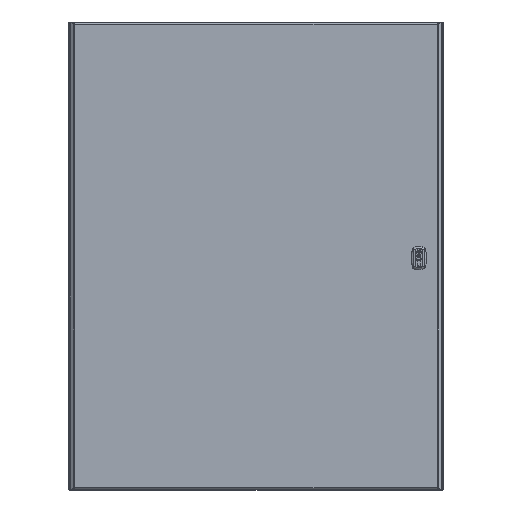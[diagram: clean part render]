
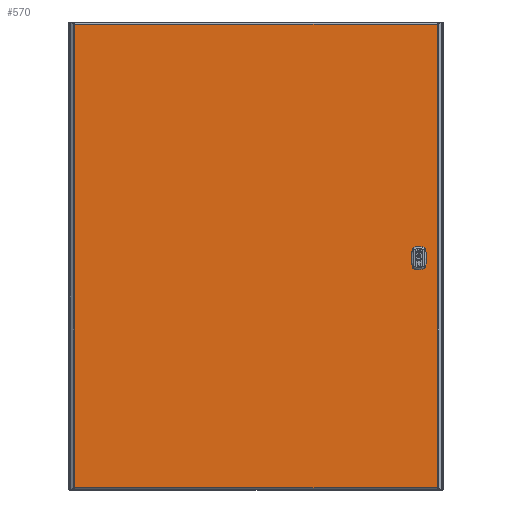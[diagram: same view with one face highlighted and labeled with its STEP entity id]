
A CAD part, top view. The second image highlights one B-rep face of the part: STEP entity #570.
In plain terms, the highlighted planar face has unit normal (0, 0, 1).
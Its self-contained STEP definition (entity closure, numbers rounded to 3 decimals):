
#570=ADVANCED_FACE('',(#2190,#2191),#2192,.F.);
#2190=FACE_OUTER_BOUND('',#6663,.T.);
#2191=FACE_BOUND('',#6664,.T.);
#2192=PLANE('',#6665);
#6663=EDGE_LOOP('',(#14727,#14728,#14729,#14730));
#6664=EDGE_LOOP('',(#14731,#14732,#14733,#14734));
#6665=AXIS2_PLACEMENT_3D('',#14735,#14736,#14737);
#14727=ORIENTED_EDGE('',*,*,#23274,.T.);
#14728=ORIENTED_EDGE('',*,*,#23273,.T.);
#14729=ORIENTED_EDGE('',*,*,#23272,.T.);
#14730=ORIENTED_EDGE('',*,*,#23282,.T.);
#14731=ORIENTED_EDGE('',*,*,#23271,.F.);
#14732=ORIENTED_EDGE('',*,*,#23269,.F.);
#14733=ORIENTED_EDGE('',*,*,#23267,.F.);
#14734=ORIENTED_EDGE('',*,*,#23265,.F.);
#14735=CARTESIAN_POINT('',(399.843,499.8,403.51));
#14736=DIRECTION('',(0.,0.,-1.0));
#14737=DIRECTION('',(-1.0,0.,0.));
#23265=EDGE_CURVE('',#26828,#26830,#26831,.T.);
#23267=EDGE_CURVE('',#26830,#26833,#26834,.T.);
#23269=EDGE_CURVE('',#26833,#26836,#26837,.T.);
#23271=EDGE_CURVE('',#26836,#26828,#26839,.T.);
#23272=EDGE_CURVE('',#26782,#26825,#26840,.T.);
#23273=EDGE_CURVE('',#26793,#26782,#26841,.T.);
#23274=EDGE_CURVE('',#26798,#26793,#26842,.T.);
#23282=EDGE_CURVE('',#26825,#26798,#26852,.T.);
#26782=VERTEX_POINT('',#33993);
#26793=VERTEX_POINT('',#34044);
#26798=VERTEX_POINT('',#34069);
#26825=VERTEX_POINT('',#34154);
#26828=VERTEX_POINT('',#34167);
#26830=VERTEX_POINT('',#34170);
#26831=LINE('',#34171,#34172);
#26833=VERTEX_POINT('',#34175);
#26834=CIRCLE('',#34176,11.5);
#26836=VERTEX_POINT('',#34179);
#26837=LINE('',#34180,#34181);
#26839=CIRCLE('',#34184,11.5);
#26840=LINE('',#34185,#34186);
#26841=LINE('',#34187,#34188);
#26842=LINE('',#34189,#34190);
#26852=LINE('',#34239,#34240);
#33993=CARTESIAN_POINT('',(12.352,995.1,403.51));
#34044=CARTESIAN_POINT('',(787.334,995.1,403.51));
#34069=CARTESIAN_POINT('',(787.334,4.5,403.51));
#34154=CARTESIAN_POINT('',(12.352,4.5,403.51));
#34167=CARTESIAN_POINT('',(738.343,505.479,403.51));
#34170=CARTESIAN_POINT('',(738.343,494.121,403.51));
#34171=CARTESIAN_POINT('',(738.343,505.479,403.51));
#34172=VECTOR('',#46475,11.358);
#34175=CARTESIAN_POINT('',(758.343,494.121,403.51));
#34176=AXIS2_PLACEMENT_3D('',#46477,#46478,#46479);
#34179=CARTESIAN_POINT('',(758.343,505.479,403.51));
#34180=CARTESIAN_POINT('',(758.343,494.121,403.51));
#34181=VECTOR('',#46481,11.358);
#34184=AXIS2_PLACEMENT_3D('',#46483,#46484,#46485);
#34185=CARTESIAN_POINT('',(12.352,995.1,403.51));
#34186=VECTOR('',#46486,990.6);
#34187=CARTESIAN_POINT('',(787.334,995.1,403.51));
#34188=VECTOR('',#46487,774.982);
#34189=CARTESIAN_POINT('',(787.334,4.5,403.51));
#34190=VECTOR('',#46488,990.6);
#34239=CARTESIAN_POINT('',(12.352,4.5,403.51));
#34240=VECTOR('',#46492,774.982);
#46475=DIRECTION('',(0.,-1.0,0.));
#46477=CARTESIAN_POINT('',(748.343,499.8,403.51));
#46478=DIRECTION('',(0.,0.,1.0));
#46479=DIRECTION('',(-0.87,-0.494,0.));
#46481=DIRECTION('',(-0.0,1.0,0.));
#46483=CARTESIAN_POINT('',(748.343,499.8,403.51));
#46484=DIRECTION('',(0.,0.,1.0));
#46485=DIRECTION('',(0.87,0.494,0.));
#46486=DIRECTION('',(0.0,-1.0,0.));
#46487=DIRECTION('',(-1.0,0.,0.));
#46488=DIRECTION('',(-0.0,1.0,0.));
#46492=DIRECTION('',(1.0,0.,0.));
